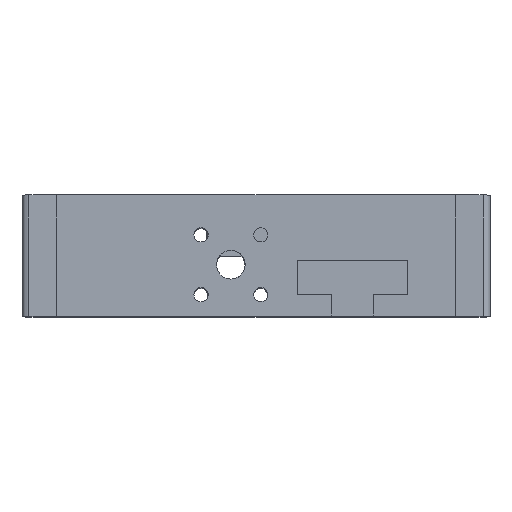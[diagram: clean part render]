
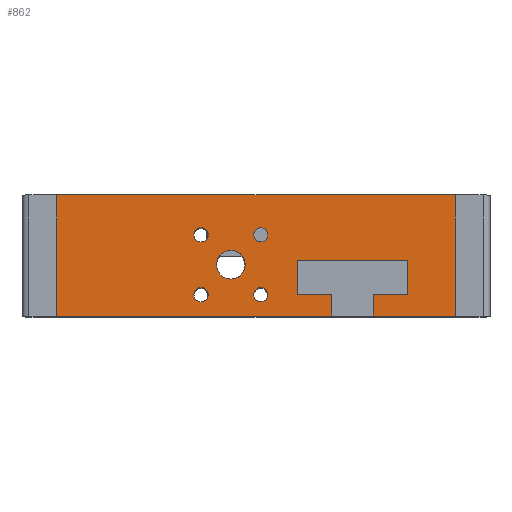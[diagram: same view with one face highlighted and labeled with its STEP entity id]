
A CAD part, top view. The second image highlights one B-rep face of the part: STEP entity #862.
In plain terms, the highlighted planar face has unit normal (0, 0, 1).
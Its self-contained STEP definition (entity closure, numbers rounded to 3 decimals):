
#480 = VERTEX_POINT('',#481);
#481 = CARTESIAN_POINT('',(-28.84,-17.5,41.16));
#487 = EDGE_CURVE('',#480,#488,#490,.T.);
#488 = VERTEX_POINT('',#489);
#489 = CARTESIAN_POINT('',(10.95,-17.5,41.16));
#490 = LINE('',#491,#492);
#491 = CARTESIAN_POINT('',(-28.84,-17.5,41.16));
#492 = VECTOR('',#493,1.);
#493 = DIRECTION('',(1.,0.,0.));
#580 = VERTEX_POINT('',#581);
#581 = CARTESIAN_POINT('',(16.95,-17.5,41.16));
#587 = EDGE_CURVE('',#580,#588,#590,.T.);
#588 = VERTEX_POINT('',#589);
#589 = CARTESIAN_POINT('',(28.84,-17.5,41.16));
#590 = LINE('',#591,#592);
#591 = CARTESIAN_POINT('',(-28.84,-17.5,41.16));
#592 = VECTOR('',#593,1.);
#593 = DIRECTION('',(1.,0.,0.));
#862 = ADVANCED_FACE('',(#863,#943,#954,#965,#976,#987),#998,.T.);
#863 = FACE_BOUND('',#864,.T.);
#864 = EDGE_LOOP('',(#865,#875,#881,#882,#890,#898,#906,#914,#922,#930,
    #936,#937));
#865 = ORIENTED_EDGE('',*,*,#866,.F.);
#866 = EDGE_CURVE('',#867,#869,#871,.T.);
#867 = VERTEX_POINT('',#868);
#868 = CARTESIAN_POINT('',(-28.84,0.,41.16));
#869 = VERTEX_POINT('',#870);
#870 = CARTESIAN_POINT('',(28.84,0.,41.16));
#871 = LINE('',#872,#873);
#872 = CARTESIAN_POINT('',(-28.84,0.,41.16));
#873 = VECTOR('',#874,1.);
#874 = DIRECTION('',(1.,0.,0.));
#875 = ORIENTED_EDGE('',*,*,#876,.T.);
#876 = EDGE_CURVE('',#867,#480,#877,.T.);
#877 = LINE('',#878,#879);
#878 = CARTESIAN_POINT('',(-28.84,0.,41.16));
#879 = VECTOR('',#880,1.);
#880 = DIRECTION('',(0.,-1.,0.));
#881 = ORIENTED_EDGE('',*,*,#487,.T.);
#882 = ORIENTED_EDGE('',*,*,#883,.T.);
#883 = EDGE_CURVE('',#488,#884,#886,.T.);
#884 = VERTEX_POINT('',#885);
#885 = CARTESIAN_POINT('',(10.95,-14.45,41.16));
#886 = LINE('',#887,#888);
#887 = CARTESIAN_POINT('',(10.95,-17.5,41.16));
#888 = VECTOR('',#889,1.);
#889 = DIRECTION('',(0.,1.,0.));
#890 = ORIENTED_EDGE('',*,*,#891,.T.);
#891 = EDGE_CURVE('',#884,#892,#894,.T.);
#892 = VERTEX_POINT('',#893);
#893 = CARTESIAN_POINT('',(5.95,-14.45,41.16));
#894 = LINE('',#895,#896);
#895 = CARTESIAN_POINT('',(21.95,-14.45,41.16));
#896 = VECTOR('',#897,1.);
#897 = DIRECTION('',(-1.,0.,0.));
#898 = ORIENTED_EDGE('',*,*,#899,.T.);
#899 = EDGE_CURVE('',#892,#900,#902,.T.);
#900 = VERTEX_POINT('',#901);
#901 = CARTESIAN_POINT('',(5.95,-9.45,41.16));
#902 = LINE('',#903,#904);
#903 = CARTESIAN_POINT('',(5.95,-14.45,41.16));
#904 = VECTOR('',#905,1.);
#905 = DIRECTION('',(0.,1.,0.));
#906 = ORIENTED_EDGE('',*,*,#907,.T.);
#907 = EDGE_CURVE('',#900,#908,#910,.T.);
#908 = VERTEX_POINT('',#909);
#909 = CARTESIAN_POINT('',(21.95,-9.45,41.16));
#910 = LINE('',#911,#912);
#911 = CARTESIAN_POINT('',(5.95,-9.45,41.16));
#912 = VECTOR('',#913,1.);
#913 = DIRECTION('',(1.,0.,0.));
#914 = ORIENTED_EDGE('',*,*,#915,.T.);
#915 = EDGE_CURVE('',#908,#916,#918,.T.);
#916 = VERTEX_POINT('',#917);
#917 = CARTESIAN_POINT('',(21.95,-14.45,41.16));
#918 = LINE('',#919,#920);
#919 = CARTESIAN_POINT('',(21.95,-9.45,41.16));
#920 = VECTOR('',#921,1.);
#921 = DIRECTION('',(0.,-1.,0.));
#922 = ORIENTED_EDGE('',*,*,#923,.T.);
#923 = EDGE_CURVE('',#916,#924,#926,.T.);
#924 = VERTEX_POINT('',#925);
#925 = CARTESIAN_POINT('',(16.95,-14.45,41.16));
#926 = LINE('',#927,#928);
#927 = CARTESIAN_POINT('',(21.95,-14.45,41.16));
#928 = VECTOR('',#929,1.);
#929 = DIRECTION('',(-1.,0.,0.));
#930 = ORIENTED_EDGE('',*,*,#931,.T.);
#931 = EDGE_CURVE('',#924,#580,#932,.T.);
#932 = LINE('',#933,#934);
#933 = CARTESIAN_POINT('',(16.95,-14.45,41.16));
#934 = VECTOR('',#935,1.);
#935 = DIRECTION('',(0.,-1.,0.));
#936 = ORIENTED_EDGE('',*,*,#587,.T.);
#937 = ORIENTED_EDGE('',*,*,#938,.F.);
#938 = EDGE_CURVE('',#869,#588,#939,.T.);
#939 = LINE('',#940,#941);
#940 = CARTESIAN_POINT('',(28.84,0.,41.16));
#941 = VECTOR('',#942,1.);
#942 = DIRECTION('',(0.,-1.,0.));
#943 = FACE_BOUND('',#944,.T.);
#944 = EDGE_LOOP('',(#945));
#945 = ORIENTED_EDGE('',*,*,#946,.F.);
#946 = EDGE_CURVE('',#947,#947,#949,.T.);
#947 = VERTEX_POINT('',#948);
#948 = CARTESIAN_POINT('',(-8.973,-14.403,41.16));
#949 = CIRCLE('',#950,1.025);
#950 = AXIS2_PLACEMENT_3D('',#951,#952,#953);
#951 = CARTESIAN_POINT('',(-7.948,-14.403,41.16));
#952 = DIRECTION('',(0.,0.,1.));
#953 = DIRECTION('',(-1.,0.,0.));
#954 = FACE_BOUND('',#955,.T.);
#955 = EDGE_LOOP('',(#956));
#956 = ORIENTED_EDGE('',*,*,#957,.F.);
#957 = EDGE_CURVE('',#958,#958,#960,.T.);
#958 = VERTEX_POINT('',#959);
#959 = CARTESIAN_POINT('',(-0.337,-14.403,41.16));
#960 = CIRCLE('',#961,1.025);
#961 = AXIS2_PLACEMENT_3D('',#962,#963,#964);
#962 = CARTESIAN_POINT('',(0.688,-14.403,41.16));
#963 = DIRECTION('',(0.,0.,1.));
#964 = DIRECTION('',(-1.,0.,0.));
#965 = FACE_BOUND('',#966,.T.);
#966 = EDGE_LOOP('',(#967));
#967 = ORIENTED_EDGE('',*,*,#968,.F.);
#968 = EDGE_CURVE('',#969,#969,#971,.T.);
#969 = VERTEX_POINT('',#970);
#970 = CARTESIAN_POINT('',(-8.973,-5.767,41.16));
#971 = CIRCLE('',#972,1.025);
#972 = AXIS2_PLACEMENT_3D('',#973,#974,#975);
#973 = CARTESIAN_POINT('',(-7.948,-5.767,41.16));
#974 = DIRECTION('',(0.,0.,1.));
#975 = DIRECTION('',(-1.,0.,0.));
#976 = FACE_BOUND('',#977,.T.);
#977 = EDGE_LOOP('',(#978));
#978 = ORIENTED_EDGE('',*,*,#979,.F.);
#979 = EDGE_CURVE('',#980,#980,#982,.T.);
#980 = VERTEX_POINT('',#981);
#981 = CARTESIAN_POINT('',(-5.7,-10.085,41.16));
#982 = CIRCLE('',#983,2.07);
#983 = AXIS2_PLACEMENT_3D('',#984,#985,#986);
#984 = CARTESIAN_POINT('',(-3.63,-10.085,41.16));
#985 = DIRECTION('',(0.,0.,1.));
#986 = DIRECTION('',(-1.,0.,0.));
#987 = FACE_BOUND('',#988,.T.);
#988 = EDGE_LOOP('',(#989));
#989 = ORIENTED_EDGE('',*,*,#990,.F.);
#990 = EDGE_CURVE('',#991,#991,#993,.T.);
#991 = VERTEX_POINT('',#992);
#992 = CARTESIAN_POINT('',(-0.337,-5.767,41.16));
#993 = CIRCLE('',#994,1.025);
#994 = AXIS2_PLACEMENT_3D('',#995,#996,#997);
#995 = CARTESIAN_POINT('',(0.688,-5.767,41.16));
#996 = DIRECTION('',(0.,0.,1.));
#997 = DIRECTION('',(-1.,0.,0.));
#998 = PLANE('',#999);
#999 = AXIS2_PLACEMENT_3D('',#1000,#1001,#1002);
#1000 = CARTESIAN_POINT('',(-28.84,0.,41.16));
#1001 = DIRECTION('',(0.,0.,1.));
#1002 = DIRECTION('',(1.,0.,0.));
